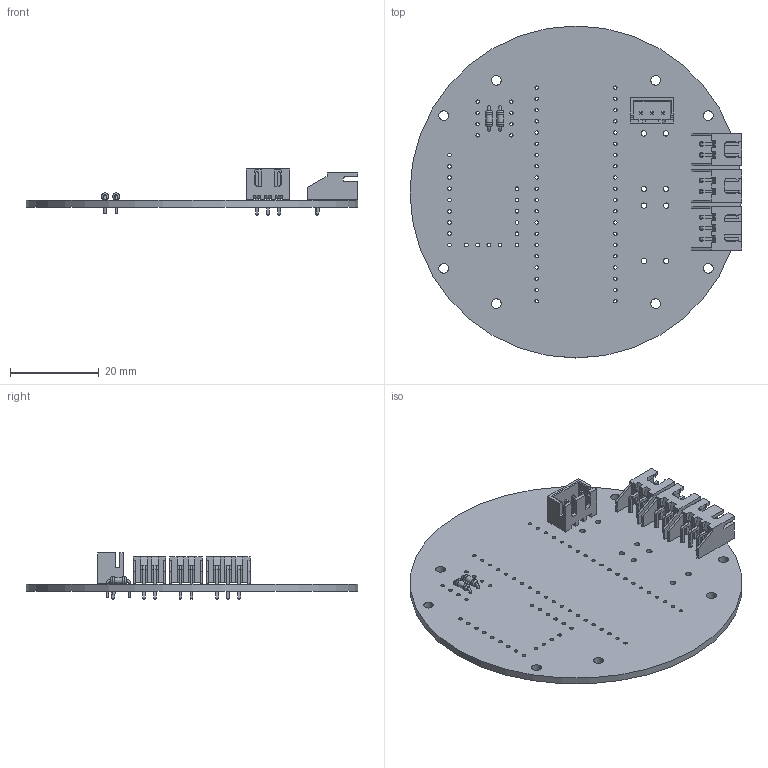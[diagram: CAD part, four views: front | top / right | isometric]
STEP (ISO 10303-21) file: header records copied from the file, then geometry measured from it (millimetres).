
FILE_DESCRIPTION(('KiCad electronic assembly'),'2;1');
FILE_NAME('main_board.step','2024-04-21T14:31:49',('Pcbnew'),('Kicad'), 'Open CASCADE STEP processor 7.7','KiCad to STEP converter','Unknown' );
FILE_SCHEMA(('AUTOMOTIVE_DESIGN { 1 0 10303 214 1 1 1 1 }'));
Length unit declared in the file: millimetre
Products named in the file (10): main_board 1; R_Axial_DIN0204_L3.6mm_D1.6mm_P5.08mm_Horizontal; SOLID; JST_XH_S2B-XH-A_1x02_P2.50mm_Horizontal; JST_XH_S3B-XH-A_1x03_P2.50mm_Horizontal; JST_XH_B3B-XH-A_1x03_P2.50mm_Vertical; main_board PCB
Assembly tree (11 placements, depth 3):
  main_board 1
    R_Axial_DIN0204_L3.6mm_D1.6mm_P5.08mm_Horizontal  x2
      SOLID
    JST_XH_S2B-XH-A_1x02_P2.50mm_Horizontal  x2
      SOLID
    JST_XH_S3B-XH-A_1x03_P2.50mm_Horizontal
      SOLID
    JST_XH_B3B-XH-A_1x03_P2.50mm_Vertical
      SOLID
    main_board PCB
Bounding box: 75 x 75 x 10.4 mm (x, y, z)
Volume: 7749.7 mm3; surface area: 11795.6 mm2
Topology: 7 solids, 7 shells, 594 faces, 1592 edges, 1040 vertices
Faces by surface type: plane 448, cylinder 138, torus 8
Full cylindrical faces by diameter (mm): 0.5 x4, 0.7 x4, 0.762 x48, 0.85 x19, 0.95 x6, 1 x4, 1.2 x8, 1.44 x2, 1.6 x4, 2.2 x8, 75 x1
Entity records: 35435 total; most frequent: CARTESIAN_POINT 6022, DIRECTION 5052, LINE 3336, VECTOR 3336, ORIENTED_EDGE 2564, PCURVE 2564, DEFINITIONAL_REPRESENTATION 2564, EDGE_CURVE 1282
